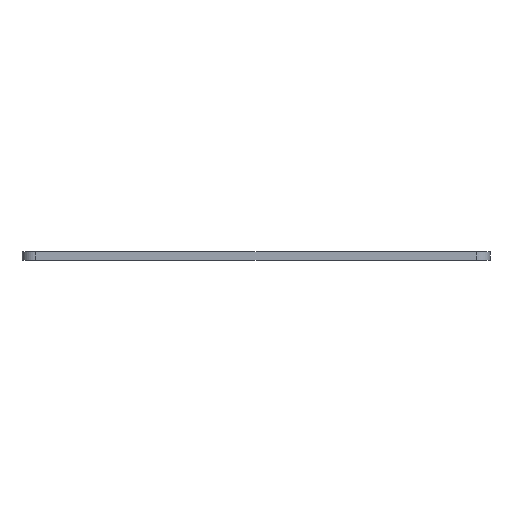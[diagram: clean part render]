
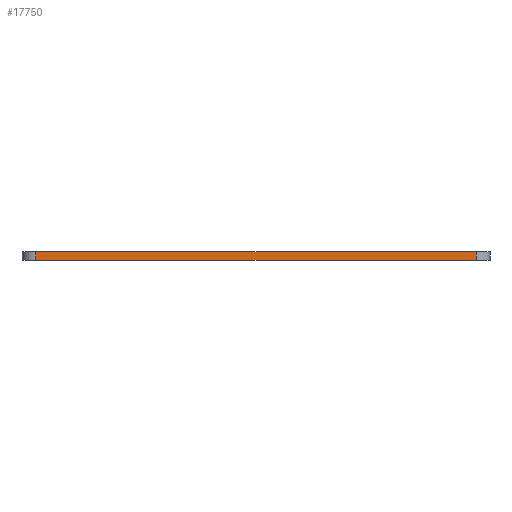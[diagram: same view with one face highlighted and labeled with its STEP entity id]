
A CAD part, front view. The second image highlights one B-rep face of the part: STEP entity #17750.
In plain terms, the highlighted planar face has unit normal (0, -1, 0).
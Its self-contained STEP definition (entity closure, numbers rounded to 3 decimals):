
#84 = PLANE('',#85);
#85 = AXIS2_PLACEMENT_3D('',#86,#87,#88);
#86 = CARTESIAN_POINT('',(167.25,-70.5,1.6));
#87 = DIRECTION('',(0.,0.,1.));
#88 = DIRECTION('',(1.,0.,-0.));
#139 = PLANE('',#140);
#140 = AXIS2_PLACEMENT_3D('',#141,#142,#143);
#141 = CARTESIAN_POINT('',(167.25,-70.5,0.));
#142 = DIRECTION('',(0.,0.,1.));
#143 = DIRECTION('',(1.,0.,-0.));
#172 = CYLINDRICAL_SURFACE('',#173,2.5);
#173 = AXIS2_PLACEMENT_3D('',#174,#175,#176);
#174 = CARTESIAN_POINT('',(208.,-112.5,0.));
#175 = DIRECTION('',(-0.,-0.,-1.));
#176 = DIRECTION('',(1.,0.,-0.));
#361 = VERTEX_POINT('',#362);
#362 = CARTESIAN_POINT('',(126.5,-115.,0.));
#377 = CYLINDRICAL_SURFACE('',#378,2.5);
#378 = AXIS2_PLACEMENT_3D('',#379,#380,#381);
#379 = CARTESIAN_POINT('',(126.5,-112.5,0.));
#380 = DIRECTION('',(-0.,-0.,-1.));
#381 = DIRECTION('',(1.,0.,-0.));
#389 = EDGE_CURVE('',#361,#390,#392,.T.);
#390 = VERTEX_POINT('',#391);
#391 = CARTESIAN_POINT('',(208.,-115.,0.));
#392 = SURFACE_CURVE('',#393,(#397,#404),.PCURVE_S1.);
#393 = LINE('',#394,#395);
#394 = CARTESIAN_POINT('',(126.5,-115.,0.));
#395 = VECTOR('',#396,1.);
#396 = DIRECTION('',(1.,0.,0.));
#397 = PCURVE('',#139,#398);
#398 = DEFINITIONAL_REPRESENTATION('',(#399),#403);
#399 = LINE('',#400,#401);
#400 = CARTESIAN_POINT('',(-40.75,-44.5));
#401 = VECTOR('',#402,1.);
#402 = DIRECTION('',(1.,0.));
#403 = ( GEOMETRIC_REPRESENTATION_CONTEXT(2) 
PARAMETRIC_REPRESENTATION_CONTEXT() REPRESENTATION_CONTEXT('2D SPACE',''
  ) );
#404 = PCURVE('',#405,#410);
#405 = PLANE('',#406);
#406 = AXIS2_PLACEMENT_3D('',#407,#408,#409);
#407 = CARTESIAN_POINT('',(126.5,-115.,0.));
#408 = DIRECTION('',(0.,1.,0.));
#409 = DIRECTION('',(1.,0.,0.));
#410 = DEFINITIONAL_REPRESENTATION('',(#411),#415);
#411 = LINE('',#412,#413);
#412 = CARTESIAN_POINT('',(0.,0.));
#413 = VECTOR('',#414,1.);
#414 = DIRECTION('',(1.,0.));
#415 = ( GEOMETRIC_REPRESENTATION_CONTEXT(2) 
PARAMETRIC_REPRESENTATION_CONTEXT() REPRESENTATION_CONTEXT('2D SPACE',''
  ) );
#9828 = VERTEX_POINT('',#9829);
#9829 = CARTESIAN_POINT('',(126.5,-115.,1.6));
#9851 = EDGE_CURVE('',#9828,#9852,#9854,.T.);
#9852 = VERTEX_POINT('',#9853);
#9853 = CARTESIAN_POINT('',(208.,-115.,1.6));
#9854 = SURFACE_CURVE('',#9855,(#9859,#9866),.PCURVE_S1.);
#9855 = LINE('',#9856,#9857);
#9856 = CARTESIAN_POINT('',(126.5,-115.,1.6));
#9857 = VECTOR('',#9858,1.);
#9858 = DIRECTION('',(1.,0.,0.));
#9859 = PCURVE('',#84,#9860);
#9860 = DEFINITIONAL_REPRESENTATION('',(#9861),#9865);
#9861 = LINE('',#9862,#9863);
#9862 = CARTESIAN_POINT('',(-40.75,-44.5));
#9863 = VECTOR('',#9864,1.);
#9864 = DIRECTION('',(1.,0.));
#9865 = ( GEOMETRIC_REPRESENTATION_CONTEXT(2) 
PARAMETRIC_REPRESENTATION_CONTEXT() REPRESENTATION_CONTEXT('2D SPACE',''
  ) );
#9866 = PCURVE('',#405,#9867);
#9867 = DEFINITIONAL_REPRESENTATION('',(#9868),#9872);
#9868 = LINE('',#9869,#9870);
#9869 = CARTESIAN_POINT('',(0.,-1.6));
#9870 = VECTOR('',#9871,1.);
#9871 = DIRECTION('',(1.,0.));
#9872 = ( GEOMETRIC_REPRESENTATION_CONTEXT(2) 
PARAMETRIC_REPRESENTATION_CONTEXT() REPRESENTATION_CONTEXT('2D SPACE',''
  ) );
#17700 = EDGE_CURVE('',#390,#9852,#17701,.T.);
#17701 = SURFACE_CURVE('',#17702,(#17706,#17713),.PCURVE_S1.);
#17702 = LINE('',#17703,#17704);
#17703 = CARTESIAN_POINT('',(208.,-115.,0.));
#17704 = VECTOR('',#17705,1.);
#17705 = DIRECTION('',(0.,0.,1.));
#17706 = PCURVE('',#172,#17707);
#17707 = DEFINITIONAL_REPRESENTATION('',(#17708),#17712);
#17708 = LINE('',#17709,#17710);
#17709 = CARTESIAN_POINT('',(-4.712,0.));
#17710 = VECTOR('',#17711,1.);
#17711 = DIRECTION('',(-0.,-1.));
#17712 = ( GEOMETRIC_REPRESENTATION_CONTEXT(2) 
PARAMETRIC_REPRESENTATION_CONTEXT() REPRESENTATION_CONTEXT('2D SPACE',''
  ) );
#17713 = PCURVE('',#405,#17714);
#17714 = DEFINITIONAL_REPRESENTATION('',(#17715),#17719);
#17715 = LINE('',#17716,#17717);
#17716 = CARTESIAN_POINT('',(81.5,0.));
#17717 = VECTOR('',#17718,1.);
#17718 = DIRECTION('',(0.,-1.));
#17719 = ( GEOMETRIC_REPRESENTATION_CONTEXT(2) 
PARAMETRIC_REPRESENTATION_CONTEXT() REPRESENTATION_CONTEXT('2D SPACE',''
  ) );
#17750 = ADVANCED_FACE('',(#17751),#405,.F.);
#17751 = FACE_BOUND('',#17752,.F.);
#17752 = EDGE_LOOP('',(#17753,#17774,#17775,#17776));
#17753 = ORIENTED_EDGE('',*,*,#17754,.T.);
#17754 = EDGE_CURVE('',#361,#9828,#17755,.T.);
#17755 = SURFACE_CURVE('',#17756,(#17760,#17767),.PCURVE_S1.);
#17756 = LINE('',#17757,#17758);
#17757 = CARTESIAN_POINT('',(126.5,-115.,0.));
#17758 = VECTOR('',#17759,1.);
#17759 = DIRECTION('',(0.,0.,1.));
#17760 = PCURVE('',#405,#17761);
#17761 = DEFINITIONAL_REPRESENTATION('',(#17762),#17766);
#17762 = LINE('',#17763,#17764);
#17763 = CARTESIAN_POINT('',(0.,0.));
#17764 = VECTOR('',#17765,1.);
#17765 = DIRECTION('',(0.,-1.));
#17766 = ( GEOMETRIC_REPRESENTATION_CONTEXT(2) 
PARAMETRIC_REPRESENTATION_CONTEXT() REPRESENTATION_CONTEXT('2D SPACE',''
  ) );
#17767 = PCURVE('',#377,#17768);
#17768 = DEFINITIONAL_REPRESENTATION('',(#17769),#17773);
#17769 = LINE('',#17770,#17771);
#17770 = CARTESIAN_POINT('',(-4.712,0.));
#17771 = VECTOR('',#17772,1.);
#17772 = DIRECTION('',(-0.,-1.));
#17773 = ( GEOMETRIC_REPRESENTATION_CONTEXT(2) 
PARAMETRIC_REPRESENTATION_CONTEXT() REPRESENTATION_CONTEXT('2D SPACE',''
  ) );
#17774 = ORIENTED_EDGE('',*,*,#9851,.T.);
#17775 = ORIENTED_EDGE('',*,*,#17700,.F.);
#17776 = ORIENTED_EDGE('',*,*,#389,.F.);
